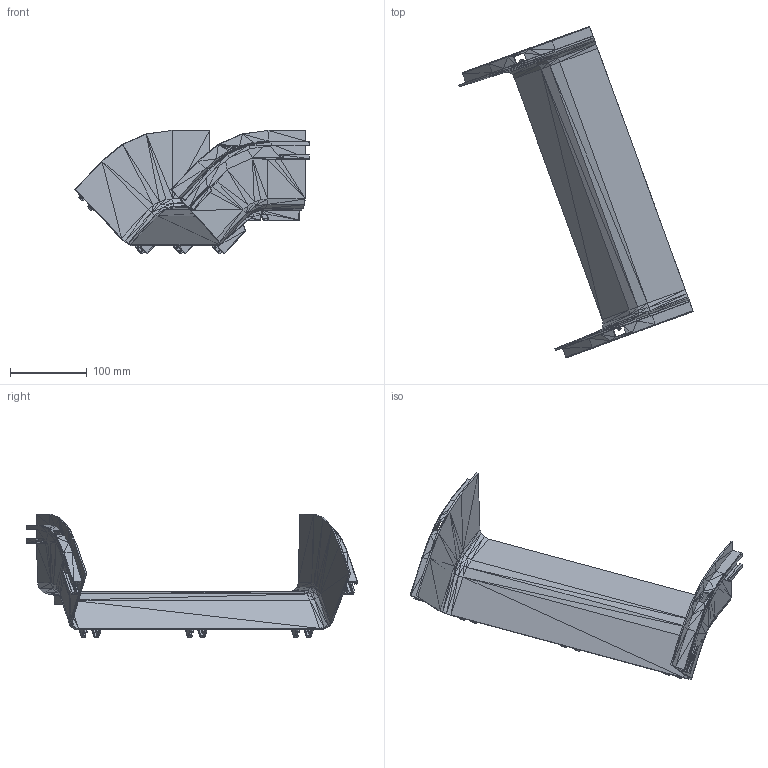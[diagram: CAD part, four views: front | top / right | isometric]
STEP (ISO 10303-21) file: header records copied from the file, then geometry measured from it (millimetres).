
FILE_DESCRIPTION(('FreeCAD Model'),'2;1');
FILE_NAME('Open CASCADE Shape Model','2022-12-01T14:02:00',('Author'),( ''),'Open CASCADE STEP processor 7.6','FreeCAD','Unknown');
FILE_SCHEMA(('AUTOMOTIVE_DESIGN { 1 0 10303 214 1 1 1 1 }'));
Products named in the file (1): DS_360_31880____________________________________________________45_____
________________________________________360mm_45___down_elbow___________
________001001 (Solid)
Bounding box: 306.03 x 432.32 x 160.71 mm (x, y, z)
Volume: 295418.9 mm3; surface area: 212880.2 mm2
Topology: 1 solids, 1 shells, 1982 faces, 3047 edges, 1063 vertices
Faces by surface type: plane 1982
Entity records: 78952 total; most frequent: DIRECTION 13107, CARTESIAN_POINT 12187, LINE 9141, VECTOR 9141, ORIENTED_EDGE 6094, PCURVE 6094, DEFINITIONAL_REPRESENTATION 6094, EDGE_CURVE 3047
